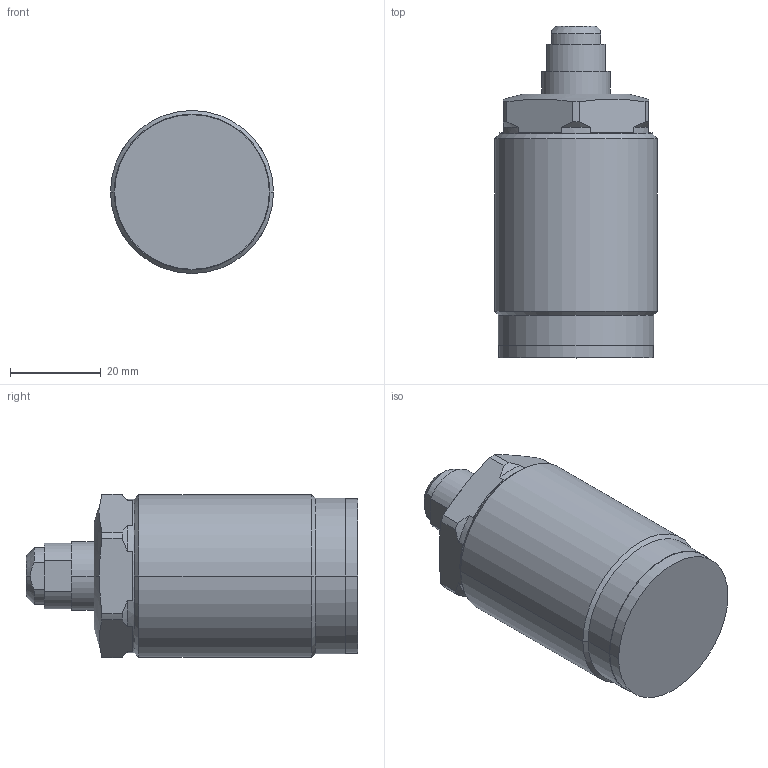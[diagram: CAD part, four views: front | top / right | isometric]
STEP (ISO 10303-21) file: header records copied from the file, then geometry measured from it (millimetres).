
FILE_DESCRIPTION((''),'2;1');
FILE_NAME('ILCML1031500X','2014-02-10T',('twa'),(''),'PRO/ENGINEER BY PARAMETRIC TECHNOLOGY CORPORATION, 2013320','PRO/ENGINEER BY PARAMETRIC TECHNOLOGY CORPORATION, 2013320','');
FILE_SCHEMA(('AUTOMOTIVE_DESIGN { 1 0 10303 214 1 1 1 1 }'));
Length unit declared in the file: millimetre
Products named in the file (1): ILCML1031500X
Bounding box: 35.85 x 73 x 36 mm (x, y, z)
Volume: 58342.1 mm3; surface area: 8865.3 mm2
Topology: 1 solids, 1 shells, 56 faces, 142 edges, 92 vertices
Faces by surface type: plane 22, cylinder 20, cone 14
Entity records: 2616 total; most frequent: CARTESIAN_POINT 420, DIRECTION 286, ORIENTED_EDGE 284, PRESENTATION_STYLE_ASSIGNMENT 143, STYLED_ITEM 143, CURVE_STYLE 142, EDGE_CURVE 142, AXIS2_PLACEMENT_3D 112
